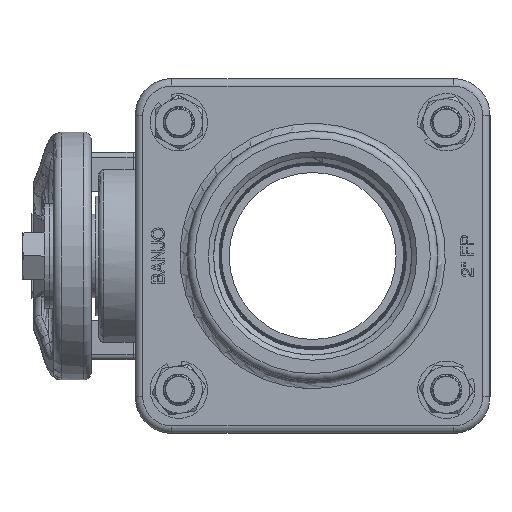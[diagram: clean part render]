
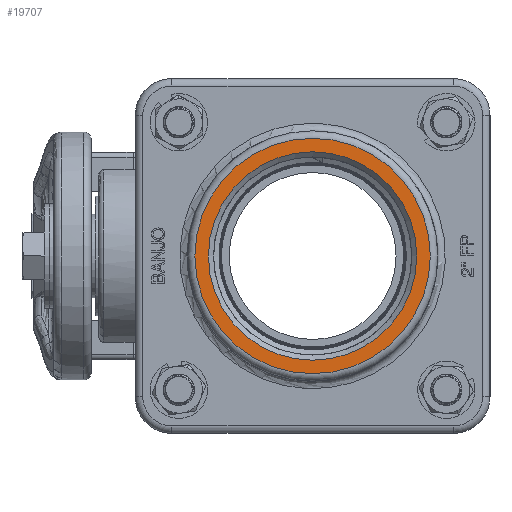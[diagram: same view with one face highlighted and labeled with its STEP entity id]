
A CAD part, left-side view. The second image highlights one B-rep face of the part: STEP entity #19707.
In plain terms, the highlighted face is planar.
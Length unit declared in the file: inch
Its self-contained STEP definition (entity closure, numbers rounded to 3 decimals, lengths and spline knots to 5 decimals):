
#622=FACE_BOUND('',#2912,.T.);
#949=PLANE('',#21149);
#1702=FACE_OUTER_BOUND('',#2911,.T.);
#2911=EDGE_LOOP('',(#14294));
#2912=EDGE_LOOP('',(#14295));
#8240=CIRCLE('',#21148,1.248);
#8241=CIRCLE('',#21150,1.41);
#8932=VERTEX_POINT('',#31172);
#8933=VERTEX_POINT('',#31175);
#10995=EDGE_CURVE('',#8932,#8932,#8240,.T.);
#10996=EDGE_CURVE('',#8933,#8933,#8241,.T.);
#14294=ORIENTED_EDGE('',*,*,#10996,.F.);
#14295=ORIENTED_EDGE('',*,*,#10995,.F.);
#19707=ADVANCED_FACE('',(#1702,#622),#949,.T.);
#21148=AXIS2_PLACEMENT_3D('',#31173,#23462,#23463);
#21149=AXIS2_PLACEMENT_3D('',#31174,#23464,#23465);
#21150=AXIS2_PLACEMENT_3D('',#31176,#23466,#23467);
#23462=DIRECTION('center_axis',(0.,1.,0.));
#23463=DIRECTION('ref_axis',(-1.,0.,0.));
#23464=DIRECTION('center_axis',(0.,1.,0.));
#23465=DIRECTION('ref_axis',(0.,0.,1.));
#23466=DIRECTION('center_axis',(0.,-1.,0.));
#23467=DIRECTION('ref_axis',(-1.,0.,0.));
#31172=CARTESIAN_POINT('',(1.248,1.46,0.));
#31173=CARTESIAN_POINT('Origin',(0.,1.46,0.));
#31174=CARTESIAN_POINT('Origin',(0.75,1.46,0.));
#31175=CARTESIAN_POINT('',(1.41,1.46,0.));
#31176=CARTESIAN_POINT('Origin',(0.,1.46,0.));
